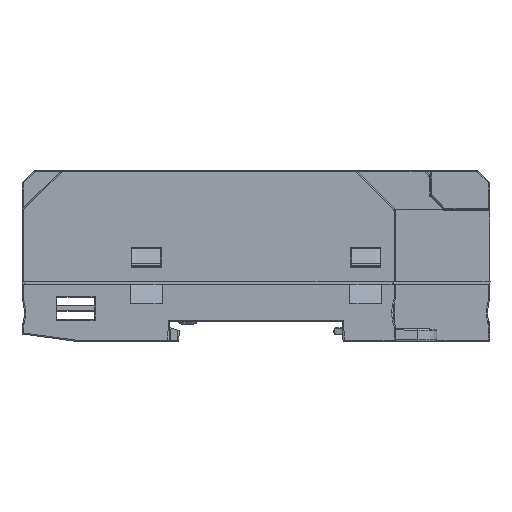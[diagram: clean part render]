
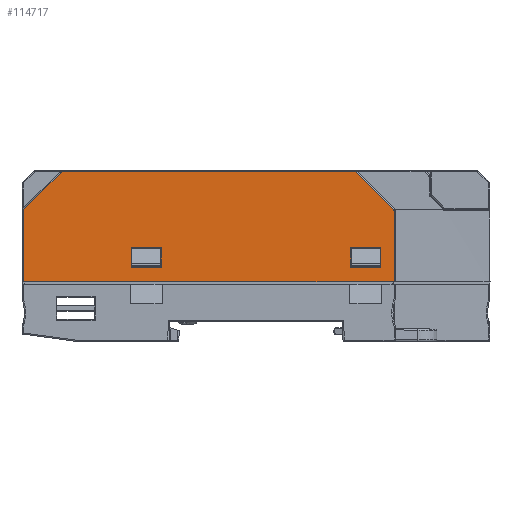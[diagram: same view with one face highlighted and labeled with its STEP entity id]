
A CAD part, left-side view. The second image highlights one B-rep face of the part: STEP entity #114717.
In plain terms, the highlighted planar face has unit normal (-1, 0, 0).
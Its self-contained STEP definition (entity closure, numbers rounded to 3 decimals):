
#15595=DIRECTION('',(0.,1.,0.));
#15596=VECTOR('',#15595,60.186);
#15597=CARTESIAN_POINT('',(-50.,-20.393,23.05));
#15598=LINE('',#15597,#15596);
#15603=CARTESIAN_POINT('',(-50.,47.5,15.093));
#15604=DIRECTION('',(1.,0.,0.));
#15605=DIRECTION('',(0.,1.,0.));
#15606=AXIS2_PLACEMENT_3D('',#15603,#15604,#15605);
#15608=DIRECTION('',(0.,-0.707,0.707));
#15609=VECTOR('',#15608,10.899);
#15610=CARTESIAN_POINT('',(-50.,47.677,15.27));
#15611=LINE('',#15610,#15609);
#15612=CARTESIAN_POINT('',(-50.,39.793,22.8));
#15613=DIRECTION('',(1.,0.,0.));
#15614=DIRECTION('',(0.,0.707,0.707));
#15615=AXIS2_PLACEMENT_3D('',#15612,#15613,#15614);
#15617=CARTESIAN_POINT('',(-50.,-20.393,22.8));
#15618=DIRECTION('',(1.,0.,0.));
#15619=DIRECTION('',(0.,0.,1.));
#15620=AXIS2_PLACEMENT_3D('',#15617,#15618,#15619);
#15622=DIRECTION('',(0.,-0.707,-0.707));
#15623=VECTOR('',#15622,10.899);
#15624=CARTESIAN_POINT('',(-50.,-20.57,22.977));
#15625=LINE('',#15624,#15623);
#15626=CARTESIAN_POINT('',(-50.,-28.1,15.093));
#15627=DIRECTION('',(1.,0.,0.));
#15628=DIRECTION('',(0.,-0.707,0.707));
#15629=AXIS2_PLACEMENT_3D('',#15626,#15627,#15628);
#15631=DIRECTION('',(0.,1.,0.));
#15632=VECTOR('',#15631,76.1);
#15633=CARTESIAN_POINT('',(-50.,-28.35,0.5));
#15634=LINE('',#15633,#15632);
#15639=DIRECTION('',(0.,0.,-1.));
#15640=VECTOR('',#15639,14.593);
#15641=CARTESIAN_POINT('',(-50.,47.75,15.093));
#15642=LINE('',#15641,#15640);
#21016=DIRECTION('',(0.,0.,1.));
#21017=VECTOR('',#21016,14.593);
#21018=CARTESIAN_POINT('',(-50.,-28.35,0.5));
#21019=LINE('',#21018,#21017);
#21930=DIRECTION('',(0.,-1.,0.));
#21931=VECTOR('',#21930,6.2);
#21932=CARTESIAN_POINT('',(-50.,25.6,7.5));
#21933=LINE('',#21932,#21931);
#21938=DIRECTION('',(0.,0.,1.));
#21939=VECTOR('',#21938,4.);
#21940=CARTESIAN_POINT('',(-50.,25.6,3.5));
#21941=LINE('',#21940,#21939);
#21946=DIRECTION('',(0.,1.,0.));
#21947=VECTOR('',#21946,6.2);
#21948=CARTESIAN_POINT('',(-50.,19.4,3.5));
#21949=LINE('',#21948,#21947);
#21954=DIRECTION('',(0.,0.,-1.));
#21955=VECTOR('',#21954,4.);
#21956=CARTESIAN_POINT('',(-50.,19.4,7.5));
#21957=LINE('',#21956,#21955);
#21962=DIRECTION('',(0.,-1.,0.));
#21963=VECTOR('',#21962,6.2);
#21964=CARTESIAN_POINT('',(-50.,-19.4,7.5));
#21965=LINE('',#21964,#21963);
#21970=DIRECTION('',(0.,0.,1.));
#21971=VECTOR('',#21970,4.);
#21972=CARTESIAN_POINT('',(-50.,-19.4,3.5));
#21973=LINE('',#21972,#21971);
#21978=DIRECTION('',(0.,1.,0.));
#21979=VECTOR('',#21978,6.2);
#21980=CARTESIAN_POINT('',(-50.,-25.6,3.5));
#21981=LINE('',#21980,#21979);
#21986=DIRECTION('',(0.,0.,-1.));
#21987=VECTOR('',#21986,4.);
#21988=CARTESIAN_POINT('',(-50.,-25.6,7.5));
#21989=LINE('',#21988,#21987);
#76843=CARTESIAN_POINT('',(-50.,47.75,0.5));
#76844=VERTEX_POINT('',#76843);
#76845=CARTESIAN_POINT('',(-50.,-28.35,0.5));
#76846=VERTEX_POINT('',#76845);
#79053=CARTESIAN_POINT('',(-50.,39.793,23.05));
#79054=VERTEX_POINT('',#79053);
#79055=CARTESIAN_POINT('',(-50.,39.97,22.977));
#79056=VERTEX_POINT('',#79055);
#79057=CARTESIAN_POINT('',(-50.,-20.393,23.05));
#79058=VERTEX_POINT('',#79057);
#79059=CARTESIAN_POINT('',(-50.,47.75,15.093));
#79060=VERTEX_POINT('',#79059);
#79061=CARTESIAN_POINT('',(-50.,47.677,15.27));
#79062=VERTEX_POINT('',#79061);
#79063=CARTESIAN_POINT('',(-50.,-20.57,22.977));
#79064=VERTEX_POINT('',#79063);
#79065=CARTESIAN_POINT('',(-50.,-28.277,15.27));
#79066=VERTEX_POINT('',#79065);
#79067=CARTESIAN_POINT('',(-50.,-28.35,15.093));
#79068=VERTEX_POINT('',#79067);
#79069=CARTESIAN_POINT('',(-50.,25.6,7.5));
#79070=CARTESIAN_POINT('',(-50.,19.4,7.5));
#79071=VERTEX_POINT('',#79069);
#79072=VERTEX_POINT('',#79070);
#79073=CARTESIAN_POINT('',(-50.,25.6,3.5));
#79074=VERTEX_POINT('',#79073);
#79075=CARTESIAN_POINT('',(-50.,19.4,3.5));
#79076=VERTEX_POINT('',#79075);
#79077=CARTESIAN_POINT('',(-50.,-19.4,7.5));
#79078=CARTESIAN_POINT('',(-50.,-25.6,7.5));
#79079=VERTEX_POINT('',#79077);
#79080=VERTEX_POINT('',#79078);
#79081=CARTESIAN_POINT('',(-50.,-19.4,3.5));
#79082=VERTEX_POINT('',#79081);
#79083=CARTESIAN_POINT('',(-50.,-25.6,3.5));
#79084=VERTEX_POINT('',#79083);
#114673=CARTESIAN_POINT('',(-50.,48.,0.));
#114674=DIRECTION('',(-1.,0.,0.));
#114675=DIRECTION('',(0.,-1.,0.));
#114676=AXIS2_PLACEMENT_3D('',#114673,#114674,#114675);
#114677=PLANE('',#114676);
#114679=ORIENTED_EDGE('',*,*,#114678,.F.);
#114681=ORIENTED_EDGE('',*,*,#114680,.T.);
#114683=ORIENTED_EDGE('',*,*,#114682,.T.);
#114684=ORIENTED_EDGE('',*,*,#114652,.T.);
#114685=ORIENTED_EDGE('',*,*,#114664,.F.);
#114687=ORIENTED_EDGE('',*,*,#114686,.T.);
#114689=ORIENTED_EDGE('',*,*,#114688,.T.);
#114691=ORIENTED_EDGE('',*,*,#114690,.T.);
#114693=ORIENTED_EDGE('',*,*,#114692,.F.);
#114694=ORIENTED_EDGE('',*,*,#102592,.T.);
#114695=EDGE_LOOP('',(#114679,#114681,#114683,#114684,#114685,#114687,#114689,
#114691,#114693,#114694));
#114696=FACE_OUTER_BOUND('',#114695,.F.);
#114698=ORIENTED_EDGE('',*,*,#114697,.F.);
#114700=ORIENTED_EDGE('',*,*,#114699,.F.);
#114702=ORIENTED_EDGE('',*,*,#114701,.F.);
#114704=ORIENTED_EDGE('',*,*,#114703,.F.);
#114705=EDGE_LOOP('',(#114698,#114700,#114702,#114704));
#114706=FACE_BOUND('',#114705,.F.);
#114708=ORIENTED_EDGE('',*,*,#114707,.F.);
#114710=ORIENTED_EDGE('',*,*,#114709,.F.);
#114712=ORIENTED_EDGE('',*,*,#114711,.F.);
#114714=ORIENTED_EDGE('',*,*,#114713,.F.);
#114715=EDGE_LOOP('',(#114708,#114710,#114712,#114714));
#114716=FACE_BOUND('',#114715,.F.);
#114717=ADVANCED_FACE('',(#114696,#114706,#114716),#114677,.T.);
#15607=CIRCLE('',#15606,0.25);
#15616=CIRCLE('',#15615,0.25);
#15621=CIRCLE('',#15620,0.25);
#15630=CIRCLE('',#15629,0.25);
#102592=EDGE_CURVE('',#76846,#76844,#15634,.T.);
#114652=EDGE_CURVE('',#79056,#79054,#15616,.T.);
#114664=EDGE_CURVE('',#79058,#79054,#15598,.T.);
#114678=EDGE_CURVE('',#79060,#76844,#15642,.T.);
#114680=EDGE_CURVE('',#79060,#79062,#15607,.T.);
#114682=EDGE_CURVE('',#79062,#79056,#15611,.T.);
#114686=EDGE_CURVE('',#79058,#79064,#15621,.T.);
#114688=EDGE_CURVE('',#79064,#79066,#15625,.T.);
#114690=EDGE_CURVE('',#79066,#79068,#15630,.T.);
#114692=EDGE_CURVE('',#76846,#79068,#21019,.T.);
#114697=EDGE_CURVE('',#79071,#79072,#21933,.T.);
#114699=EDGE_CURVE('',#79074,#79071,#21941,.T.);
#114701=EDGE_CURVE('',#79076,#79074,#21949,.T.);
#114703=EDGE_CURVE('',#79072,#79076,#21957,.T.);
#114707=EDGE_CURVE('',#79079,#79080,#21965,.T.);
#114709=EDGE_CURVE('',#79082,#79079,#21973,.T.);
#114711=EDGE_CURVE('',#79084,#79082,#21981,.T.);
#114713=EDGE_CURVE('',#79080,#79084,#21989,.T.);
